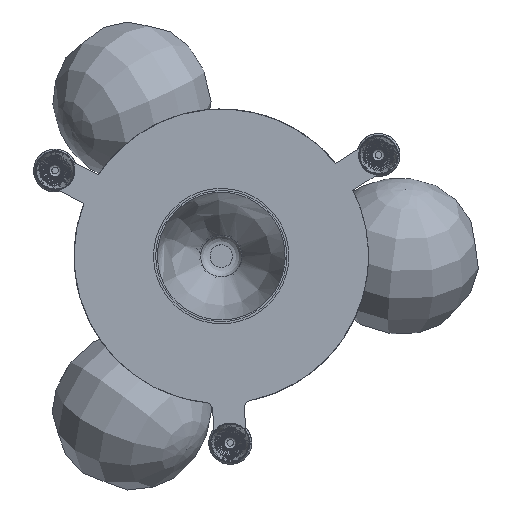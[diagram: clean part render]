
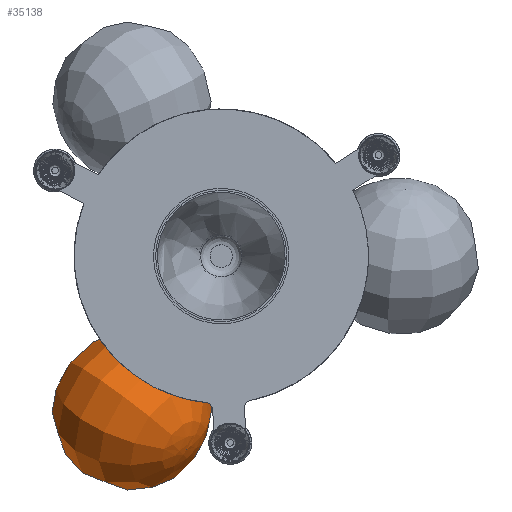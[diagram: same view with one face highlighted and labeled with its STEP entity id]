
A CAD part, front view. The second image highlights one B-rep face of the part: STEP entity #35138.
In plain terms, the highlighted free-form (B-spline) face has degree [2, 2] with [9, 5] control points.
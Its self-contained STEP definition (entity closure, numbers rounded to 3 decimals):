
#35138 = ADVANCED_FACE('',(#35139),#35143,.T.);
#35139 = FACE_BOUND('',#35140,.T.);
#35140 = VERTEX_LOOP('',#35141);
#35141 = VERTEX_POINT('',#35142);
#35142 = CARTESIAN_POINT('',(-161.824,-12.928,
    -130.627));
#35143 = ( BOUNDED_SURFACE() B_SPLINE_SURFACE(2,2,(
    (#35144,#35145,#35146,#35147,#35148)
    ,(#35149,#35150,#35151,#35152,#35153)
    ,(#35154,#35155,#35156,#35157,#35158)
    ,(#35159,#35160,#35161,#35162,#35163)
    ,(#35164,#35165,#35166,#35167,#35168)
    ,(#35169,#35170,#35171,#35172,#35173)
    ,(#35174,#35175,#35176,#35177,#35178)
    ,(#35179,#35180,#35181,#35182,#35183)
    ,(#35184,#35185,#35186,#35187,#35188
)),.UNSPECIFIED.,.T.,.F.,.F.) B_SPLINE_SURFACE_WITH_KNOTS((3,2,2,2,3),(3
    ,2,3),(3.142,4.189,6.283,8.378,
    9.425),(-1.571,0.,1.571),.UNSPECIFIED.) 
GEOMETRIC_REPRESENTATION_ITEM() RATIONAL_B_SPLINE_SURFACE((
    (0.75,0.53,0.75,0.53,0.75)
    ,(0.75,0.53,0.75,0.53,0.75)
    ,(1.,0.707,1.,0.707,1.)
    ,(0.5,0.354,0.5,0.354,0.5)
    ,(1.,0.707,1.,0.707,1.)
    ,(0.5,0.354,0.5,0.354,0.5)
    ,(1.,0.707,1.,0.707,1.)
    ,(0.75,0.53,0.75,0.53,0.75)
,(0.75,0.53,0.75,0.53,0.75
))) REPRESENTATION_ITEM('') SURFACE() );
#35144 = CARTESIAN_POINT('',(-161.824,-12.928,
    -130.627));
#35145 = CARTESIAN_POINT('',(-98.003,30.647,
    -87.089));
#35146 = CARTESIAN_POINT('',(-36.469,-17.305,
    -129.296));
#35147 = CARTESIAN_POINT('',(25.066,-65.258,
    -171.504));
#35148 = CARTESIAN_POINT('',(-38.755,-108.833,
    -215.042));
#35149 = CARTESIAN_POINT('',(-161.824,-12.928,
    -130.627));
#35150 = CARTESIAN_POINT('',(-99.621,-4.325,
    -49.715));
#35151 = CARTESIAN_POINT('',(-38.087,-52.278,
    -91.922));
#35152 = CARTESIAN_POINT('',(23.448,-100.231,
    -134.13));
#35153 = CARTESIAN_POINT('',(-38.755,-108.833,
    -215.042));
#35154 = CARTESIAN_POINT('',(-161.824,-12.928,
    -130.627));
#35155 = CARTESIAN_POINT('',(-132.341,-43.599,
    -52.797));
#35156 = CARTESIAN_POINT('',(-70.806,-91.552,
    -95.005));
#35157 = CARTESIAN_POINT('',(-9.272,-139.504,
    -137.212));
#35158 = CARTESIAN_POINT('',(-38.755,-108.833,
    -215.042));
#35159 = CARTESIAN_POINT('',(-161.824,-12.928,
    -130.627));
#35160 = CARTESIAN_POINT('',(-230.499,-161.42,
    -62.044));
#35161 = CARTESIAN_POINT('',(-168.964,-209.373,
    -104.251));
#35162 = CARTESIAN_POINT('',(-107.43,-257.325,
    -146.459));
#35163 = CARTESIAN_POINT('',(-38.755,-108.833,
    -215.042));
#35164 = CARTESIAN_POINT('',(-161.824,-12.928,
    -130.627));
#35165 = CARTESIAN_POINT('',(-225.645,-56.503,
    -174.165));
#35166 = CARTESIAN_POINT('',(-164.11,-104.456,
    -216.373));
#35167 = CARTESIAN_POINT('',(-102.576,-152.408,
    -258.58));
#35168 = CARTESIAN_POINT('',(-38.755,-108.833,
    -215.042));
#35169 = CARTESIAN_POINT('',(-161.824,-12.928,
    -130.627));
#35170 = CARTESIAN_POINT('',(-220.791,48.414,
    -286.286));
#35171 = CARTESIAN_POINT('',(-159.256,0.462,
    -328.494));
#35172 = CARTESIAN_POINT('',(-97.722,-47.491,
    -370.701));
#35173 = CARTESIAN_POINT('',(-38.755,-108.833,
    -215.042));
#35174 = CARTESIAN_POINT('',(-161.824,-12.928,
    -130.627));
#35175 = CARTESIAN_POINT('',(-127.487,61.318,
    -164.918));
#35176 = CARTESIAN_POINT('',(-65.952,13.366,
    -207.126));
#35177 = CARTESIAN_POINT('',(-4.418,-34.587,
    -249.334));
#35178 = CARTESIAN_POINT('',(-38.755,-108.833,
    -215.042));
#35179 = CARTESIAN_POINT('',(-161.824,-12.928,
    -130.627));
#35180 = CARTESIAN_POINT('',(-96.385,65.62,
    -124.462));
#35181 = CARTESIAN_POINT('',(-34.851,17.667,
    -166.67));
#35182 = CARTESIAN_POINT('',(26.684,-30.286,
    -208.878));
#35183 = CARTESIAN_POINT('',(-38.755,-108.833,
    -215.042));
#35184 = CARTESIAN_POINT('',(-161.824,-12.928,
    -130.627));
#35185 = CARTESIAN_POINT('',(-98.003,30.647,
    -87.089));
#35186 = CARTESIAN_POINT('',(-36.469,-17.305,
    -129.296));
#35187 = CARTESIAN_POINT('',(25.066,-65.258,
    -171.504));
#35188 = CARTESIAN_POINT('',(-38.755,-108.833,
    -215.042));
